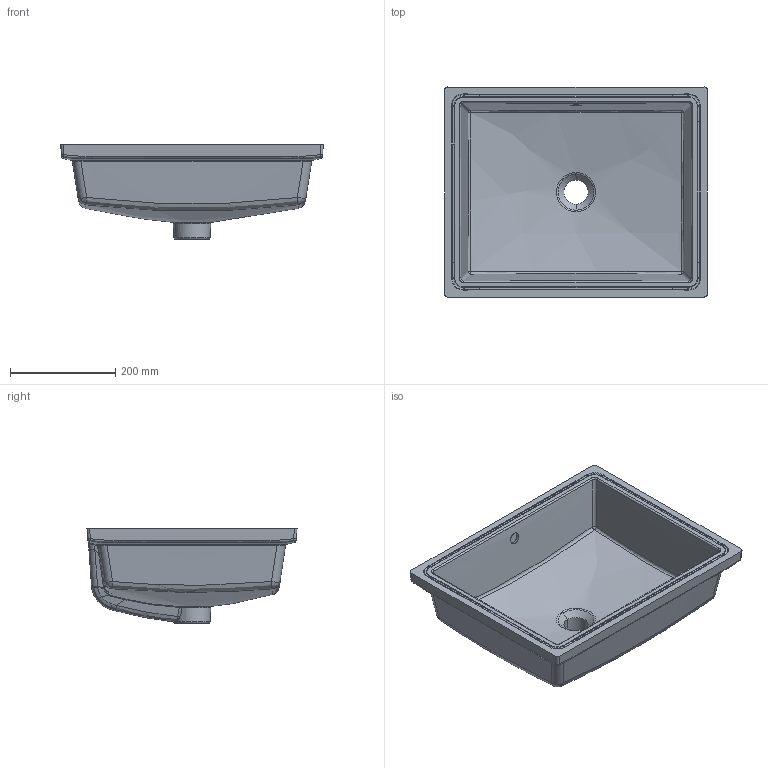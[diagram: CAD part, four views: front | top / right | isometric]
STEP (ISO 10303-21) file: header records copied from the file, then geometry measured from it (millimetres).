
FILE_DESCRIPTION(/* description */ (''),/* implementation_level */ '2;1');
FILE_NAME(/* name */ 'STEP - 542A_30514',/* time_stamp */ '2025-06-05T13:50:59+10:00',/* author */ (''),/* organization */ (''),/* preprocessor_version */ 'ST-DEVELOPER v16.5',/* originating_system */ 'Rhino 7.37',/* authorisation */ '');
FILE_SCHEMA (('AUTOMOTIVE_DESIGN'));
Length unit declared in the file: millimetre
Products named in the file (1): Document
Bounding box: 499.53 x 399.5 x 180 mm (x, y, z)
Volume: 4691820.4 mm3; surface area: 711351.7 mm2
Topology: 1 solids, 1 shells, 293 faces, 674 edges, 383 vertices
Faces by surface type: bspline 253, cylinder 28, plane 12
Entity records: 16826 total; most frequent: CARTESIAN_POINT 12782, ORIENTED_EDGE 1342, EDGE_CURVE 671, B_SPLINE_CURVE_WITH_KNOTS 559, VERTEX_POINT 383, EDGE_LOOP 298, ADVANCED_FACE 293, FACE_OUTER_BOUND 293
